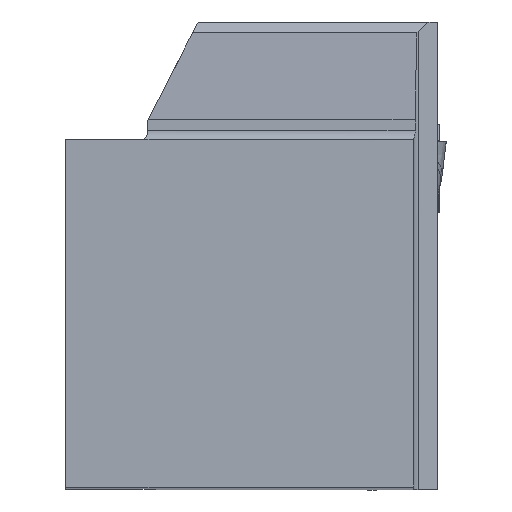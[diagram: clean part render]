
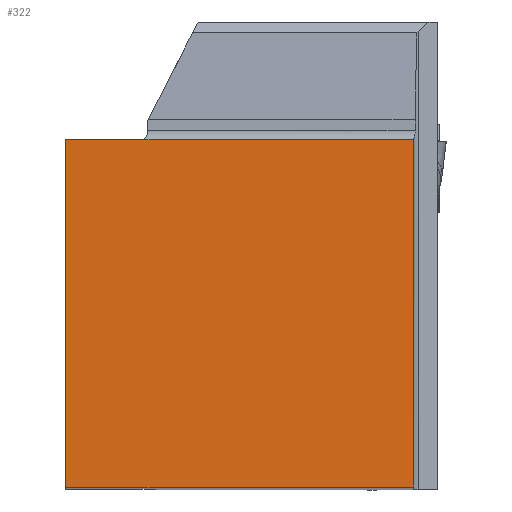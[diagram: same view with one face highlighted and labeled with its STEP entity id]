
A CAD part, top view. The second image highlights one B-rep face of the part: STEP entity #322.
In plain terms, the highlighted planar face has unit normal (0, 0, 1).
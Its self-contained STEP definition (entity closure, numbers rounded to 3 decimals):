
#322=ADVANCED_FACE('',(#548),#406,.T.);
#406=PLANE('',#3614);
#548=FACE_OUTER_BOUND('',#728,.T.);
#728=EDGE_LOOP('',(#1544,#1545,#1546,#1547));
#1544=ORIENTED_EDGE('',*,*,#2496,.F.);
#1545=ORIENTED_EDGE('',*,*,#2484,.F.);
#1546=ORIENTED_EDGE('',*,*,#2497,.F.);
#1547=ORIENTED_EDGE('',*,*,#2396,.F.);
#1977=VERTEX_POINT('',#10769);
#1978=VERTEX_POINT('',#10771);
#2032=VERTEX_POINT('',#11042);
#2033=VERTEX_POINT('',#11044);
#2396=EDGE_CURVE('',#1977,#1978,#3088,.T.);
#2484=EDGE_CURVE('',#2032,#2033,#3143,.T.);
#2496=EDGE_CURVE('',#2033,#1977,#3150,.T.);
#2497=EDGE_CURVE('',#1978,#2032,#3151,.T.);
#3088=LINE('',#10770,#3272);
#3143=LINE('',#11043,#3327);
#3150=LINE('',#11083,#3334);
#3151=LINE('',#11085,#3335);
#3272=VECTOR('',#4000,1.);
#3327=VECTOR('',#4167,1.);
#3334=VECTOR('',#4190,1.);
#3335=VECTOR('',#4193,1.);
#3614=AXIS2_PLACEMENT_3D('',#11086,#4194,#4195);
#4000=DIRECTION('',(-1.,0.,0.));
#4167=DIRECTION('',(1.,0.,0.));
#4190=DIRECTION('',(0.,-1.,0.));
#4193=DIRECTION('',(0.,1.,0.));
#4194=DIRECTION('',(0.,0.,1.));
#4195=DIRECTION('',(1.,0.,0.));
#10769=CARTESIAN_POINT('',(32.,0.,0.));
#10770=CARTESIAN_POINT('',(32.,0.,0.));
#10771=CARTESIAN_POINT('',(0.,0.,0.));
#11042=CARTESIAN_POINT('',(0.,32.,0.));
#11043=CARTESIAN_POINT('',(0.,32.,0.));
#11044=CARTESIAN_POINT('',(32.,32.,0.));
#11083=CARTESIAN_POINT('',(32.,32.,0.));
#11085=CARTESIAN_POINT('',(0.,0.,0.));
#11086=CARTESIAN_POINT('',(16.,16.,0.));
